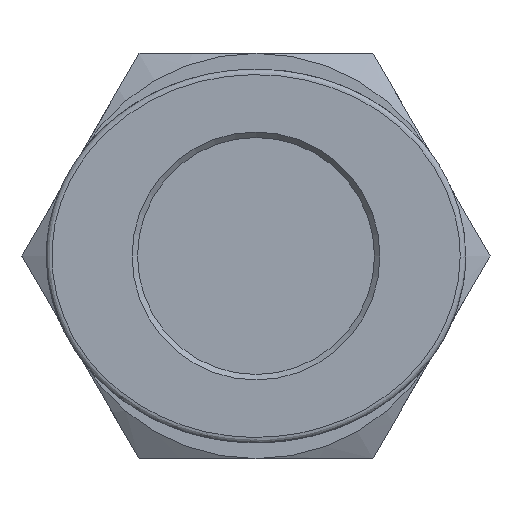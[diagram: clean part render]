
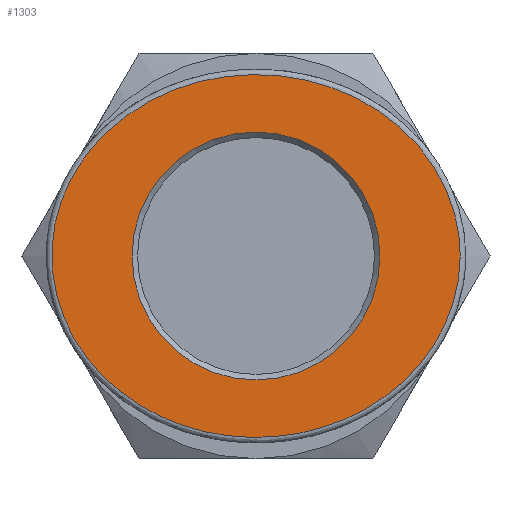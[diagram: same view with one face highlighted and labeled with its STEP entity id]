
A CAD part, left-side view. The second image highlights one B-rep face of the part: STEP entity #1303.
In plain terms, the highlighted face is planar.
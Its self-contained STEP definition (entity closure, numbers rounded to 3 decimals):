
#1261=CARTESIAN_POINT('',(6.8,5.,0.));
#1262=VERTEX_POINT('',#1261);
#1263=CARTESIAN_POINT('',(0.,5.0,0.0));
#1264=DIRECTION('',(0.0,1.0,0.0));
#1265=DIRECTION('',(-1.0,0.0,0.0));
#1266=AXIS2_PLACEMENT_3D('',#1263,#1264,#1265);
#1267=CIRCLE('',#1266,6.8);
#1268=EDGE_CURVE('',#1262,#1262,#1267,.T.);
#1273=CARTESIAN_POINT('',(0.,5.0,0.));
#1274=DIRECTION('',(0.0,-1.0,0.0));
#1275=DIRECTION('',(0.0,0.0,-1.0));
#1276=AXIS2_PLACEMENT_3D('',#1273,#1274,#1275);
#1277=PLANE('',#1276);
#1278=CARTESIAN_POINT('',(11.2,5.,0.));
#1279=VERTEX_POINT('',#1278);
#1280=CARTESIAN_POINT('',(11.201,5.,0.));
#1281=CARTESIAN_POINT('',(11.201,5.,1.58));
#1282=CARTESIAN_POINT('',(10.318,5.,4.741));
#1283=CARTESIAN_POINT('',(5.775,5.,9.406));
#1284=CARTESIAN_POINT('',(-0.931,5.,10.629));
#1285=CARTESIAN_POINT('',(-6.906,5.,8.233));
#1286=CARTESIAN_POINT('',(-10.712,5.,4.355));
#1287=CARTESIAN_POINT('',(-11.642,5.,-0.596));
#1288=CARTESIAN_POINT('',(-9.736,5.,-5.64));
#1289=CARTESIAN_POINT('',(-6.433,5.,-8.538));
#1290=CARTESIAN_POINT('',(-0.366,5.,-10.522));
#1291=CARTESIAN_POINT('',(5.772,5.,-9.409));
#1292=CARTESIAN_POINT('',(10.319,5.,-4.74));
#1293=CARTESIAN_POINT('',(11.201,5.,-1.58));
#1294=CARTESIAN_POINT('',(11.201,5.,0.));
#1295=B_SPLINE_CURVE_WITH_KNOTS('',3,(#1280,#1281,#1282,#1283,#1284,#1285,#1286,#1287,#1288,#1289,#1290,#1291,#1292,#1293,#1294),.UNSPECIFIED.,.T.,.U.,(4,1,1,1,1,1,1,1,1,1,1,1,4),(-3.142,-2.693,-2.244,-1.346,-0.898,-0.449,0.15,0.449,1.047,1.346,2.244,2.693,3.142),.UNSPECIFIED.);
#1296=EDGE_CURVE('',#1279,#1279,#1295,.T.);
#1297=ORIENTED_EDGE('',*,*,#1296,.F.);
#1298=EDGE_LOOP('',(#1297));
#1299=FACE_OUTER_BOUND('',#1298,.T.);
#1300=ORIENTED_EDGE('',*,*,#1268,.F.);
#1301=EDGE_LOOP('',(#1300));
#1302=FACE_BOUND('',#1301,.T.);
#1303=ADVANCED_FACE('',(#1299,#1302),#1277,.F.);
